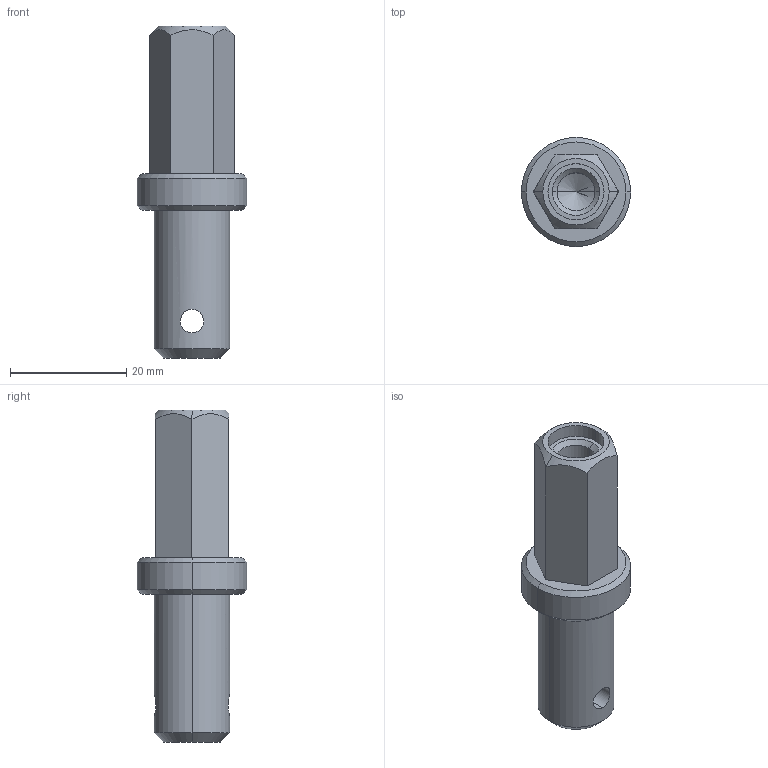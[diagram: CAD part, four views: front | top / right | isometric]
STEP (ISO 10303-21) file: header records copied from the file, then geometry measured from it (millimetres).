
FILE_DESCRIPTION (( 'STEP AP214' ), '1' );
FILE_NAME ('am-4594 Surgical Tubing Roller Insert Long.STEP', '2021-06-23T14:18:49', ( '' ), ( '' ), 'SwSTEP 2.0', 'SolidWorks 2021', '' );
FILE_SCHEMA (( 'AUTOMOTIVE_DESIGN' ));
Length unit declared in the file: inch
Products named in the file (1): am-4594 Surgical Tubing Roller Insert Long
Bounding box: 18.8 x 18.8 x 57.15 mm (x, y, z)
Volume: 7544 mm3; surface area: 3605.5 mm2
Topology: 1 solids, 1 shells, 33 faces, 72 edges, 43 vertices
Faces by surface type: cone 12, plane 11, cylinder 10
Entity records: 1092 total; most frequent: CARTESIAN_POINT 333, DIRECTION 154, ORIENTED_EDGE 140, EDGE_CURVE 70, AXIS2_PLACEMENT_3D 60, VERTEX_POINT 43, EDGE_LOOP 39, VECTOR 34
